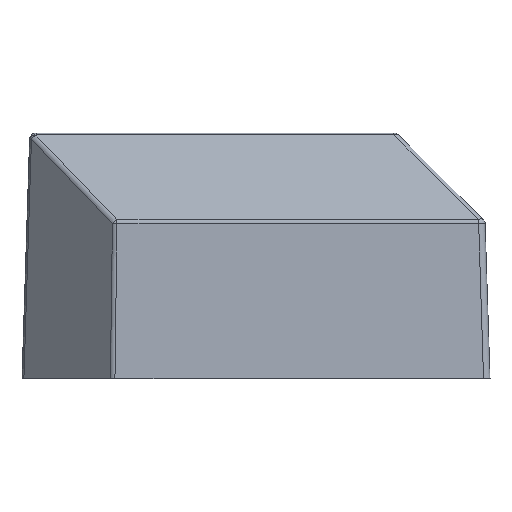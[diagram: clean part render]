
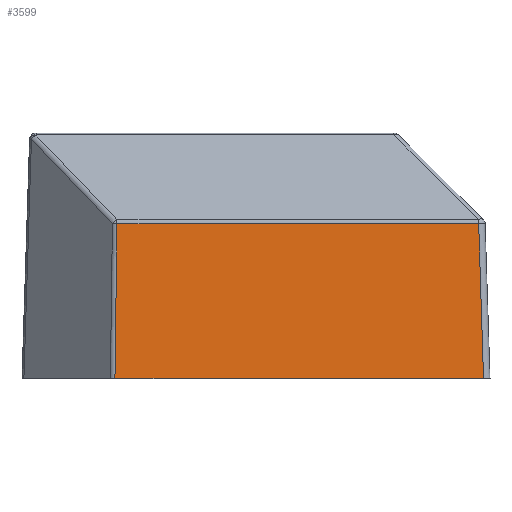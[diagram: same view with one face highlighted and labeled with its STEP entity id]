
A CAD part, top view. The second image highlights one B-rep face of the part: STEP entity #3599.
In plain terms, the highlighted planar face has unit normal (0, 0.032, 1).
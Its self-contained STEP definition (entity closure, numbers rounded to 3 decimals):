
#10 = ORIENTED_EDGE ( 'NONE', *, *, #1189, .T. ) ;
#93 = ORIENTED_EDGE ( 'NONE', *, *, #2955, .T. ) ;
#417 = CARTESIAN_POINT ( 'NONE',  ( 88.913, 99.772, 49.71 ) ) ;
#421 = EDGE_LOOP ( 'NONE', ( #10, #93, #1774, #1227 ) ) ;
#582 = CARTESIAN_POINT ( 'NONE',  ( -27.589, 99.772, 49.71 ) ) ;
#733 = CARTESIAN_POINT ( 'NONE',  ( 87.893, 132.037, 48.69 ) ) ;
#1113 = LINE ( 'NONE', #733, #1200 ) ;
#1148 = DIRECTION ( 'NONE',  ( -1., 0., 0. ) ) ;
#1189 = EDGE_CURVE ( 'NONE', #2472, #3083, #2390, .T. ) ;
#1200 = VECTOR ( 'NONE', #3468, 1000. ) ;
#1227 = ORIENTED_EDGE ( 'NONE', *, *, #2987, .T. ) ;
#1228 = CARTESIAN_POINT ( 'NONE',  ( -28.24, 50.04, 51.282 ) ) ;
#1266 = VERTEX_POINT ( 'NONE', #1817 ) ;
#1324 = CARTESIAN_POINT ( 'NONE',  ( -27.202, 129.397, 48.774 ) ) ;
#1635 = EDGE_CURVE ( 'NONE', #1266, #3799, #2855, .T. ) ;
#1669 = LINE ( 'NONE', #1324, #1990 ) ;
#1697 = CARTESIAN_POINT ( 'NONE',  ( -4.94, 129.106, 48.783 ) ) ;
#1715 = CARTESIAN_POINT ( 'NONE',  ( -4.94, 50.04, 51.282 ) ) ;
#1754 = CARTESIAN_POINT ( 'NONE',  ( -4.94, 99.772, 49.71 ) ) ;
#1774 = ORIENTED_EDGE ( 'NONE', *, *, #1635, .F. ) ;
#1817 = CARTESIAN_POINT ( 'NONE',  ( 90.484, 50.04, 51.282 ) ) ;
#1990 = VECTOR ( 'NONE', #3436, 1000. ) ;
#2129 = FACE_OUTER_BOUND ( 'NONE', #421, .T. ) ;
#2268 = DIRECTION ( 'NONE',  ( 0., -1., 0.032 ) ) ;
#2390 = LINE ( 'NONE', #1754, #3639 ) ;
#2472 = VERTEX_POINT ( 'NONE', #417 ) ;
#2588 = DIRECTION ( 'NONE',  ( 0., 0.032, 1. ) ) ;
#2616 = AXIS2_PLACEMENT_3D ( 'NONE', #1697, #2588, #2268 ) ;
#2855 = LINE ( 'NONE', #1715, #3683 ) ;
#2955 = EDGE_CURVE ( 'NONE', #3083, #3799, #1669, .T. ) ;
#2987 = EDGE_CURVE ( 'NONE', #1266, #2472, #1113, .T. ) ;
#3083 = VERTEX_POINT ( 'NONE', #582 ) ;
#3436 = DIRECTION ( 'NONE',  ( -0.013, -0.999, 0.032 ) ) ;
#3468 = DIRECTION ( 'NONE',  ( -0.032, 0.999, -0.032 ) ) ;
#3514 = DIRECTION ( 'NONE',  ( -1., 0., 0. ) ) ;
#3599 = ADVANCED_FACE ( 'NONE', ( #2129 ), #3788, .T. ) ;
#3639 = VECTOR ( 'NONE', #1148, 1000. ) ;
#3683 = VECTOR ( 'NONE', #3514, 1000. ) ;
#3788 = PLANE ( 'NONE',  #2616 ) ;
#3799 = VERTEX_POINT ( 'NONE', #1228 ) ;
